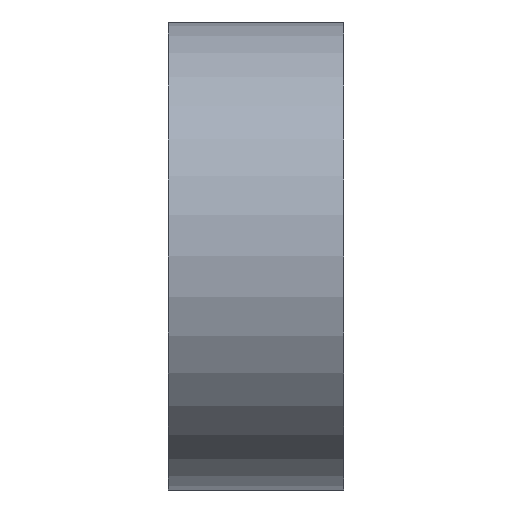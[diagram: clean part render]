
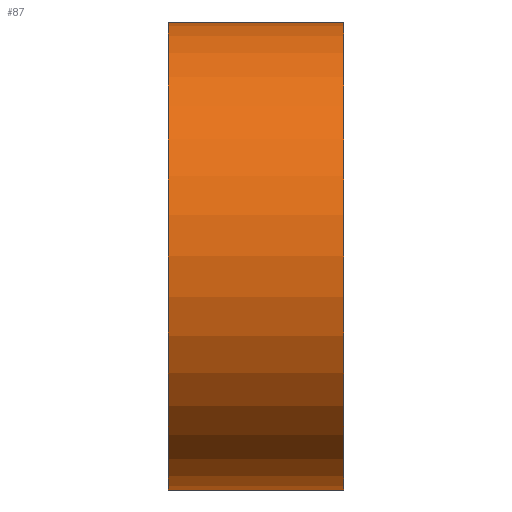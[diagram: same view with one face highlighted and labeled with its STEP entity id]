
A CAD part, left-side view. The second image highlights one B-rep face of the part: STEP entity #87.
In plain terms, the highlighted cylindrical face has radius 40 mm (diameter 80 mm), a full revolution.
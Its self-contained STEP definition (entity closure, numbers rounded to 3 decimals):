
#17=B_SPLINE_CURVE_WITH_KNOTS('',3,(#150,#151,#152,#153,#154,#155,#156,
#157,#158,#159,#160,#161,#162,#163),.UNSPECIFIED.,.F.,.F.,(4,2,2,2,2,2,
4),(6.854,7.139,7.424,7.995,
8.567,8.852,9.138),.UNSPECIFIED.);
#18=B_SPLINE_CURVE_WITH_KNOTS('',3,(#165,#166,#167,#168,#169,#170,#171,
#172,#173,#174,#175,#176,#177,#178,#179,#180,#181,#182,#183,#184,#185,#186,
#187,#188,#189,#190),.UNSPECIFIED.,.F.,.F.,(4,2,2,2,2,2,2,2,2,2,2,2,4),
(2.285,2.57,2.855,3.426,3.998,
4.283,4.569,4.855,5.14,5.712,
6.283,6.568,6.854),.UNSPECIFIED.);
#19=B_SPLINE_CURVE_WITH_KNOTS('',3,(#191,#192,#193,#194,#195,#196,#197,
#198,#199,#200,#201,#202,#203,#204),.UNSPECIFIED.,.F.,.F.,(4,2,2,2,2,2,
4),(9.138,9.424,9.709,10.281,
10.852,11.137,11.423),.UNSPECIFIED.);
#25=CYLINDRICAL_SURFACE('',#108,40.);
#29=FACE_OUTER_BOUND('',#35,.T.);
#35=EDGE_LOOP('',(#69,#70,#71,#72,#73));
#42=CIRCLE('',#109,40.);
#43=CIRCLE('',#110,40.);
#47=VERTEX_POINT('',#147);
#48=VERTEX_POINT('',#149);
#49=VERTEX_POINT('',#164);
#54=EDGE_CURVE('',#48,#47,#17,.T.);
#55=EDGE_CURVE('',#49,#48,#18,.T.);
#56=EDGE_CURVE('',#47,#49,#19,.T.);
#57=EDGE_CURVE('',#49,#49,#42,.T.);
#58=EDGE_CURVE('',#48,#48,#43,.T.);
#69=ORIENTED_EDGE('',*,*,#57,.T.);
#70=ORIENTED_EDGE('',*,*,#55,.T.);
#71=ORIENTED_EDGE('',*,*,#58,.F.);
#72=ORIENTED_EDGE('',*,*,#54,.T.);
#73=ORIENTED_EDGE('',*,*,#56,.T.);
#87=ADVANCED_FACE('',(#29),#25,.T.);
#108=AXIS2_PLACEMENT_3D('',#205,#125,#126);
#109=AXIS2_PLACEMENT_3D('',#206,#127,#128);
#110=AXIS2_PLACEMENT_3D('',#207,#129,#130);
#125=DIRECTION('center_axis',(0.,1.,0.));
#126=DIRECTION('ref_axis',(-1.,0.,0.));
#127=DIRECTION('center_axis',(0.,1.,0.));
#128=DIRECTION('ref_axis',(-1.,0.,0.));
#129=DIRECTION('center_axis',(0.,1.,0.));
#130=DIRECTION('ref_axis',(-1.,0.,0.));
#147=CARTESIAN_POINT('',(-5694.937,6425.167,312.923));
#149=CARTESIAN_POINT('',(-5692.018,6440.167,327.923));
#150=CARTESIAN_POINT('Ctrl Pts',(-5692.018,6440.167,327.923));
#151=CARTESIAN_POINT('Ctrl Pts',(-5692.018,6440.167,326.971));
#152=CARTESIAN_POINT('Ctrl Pts',(-5692.053,6440.075,325.99));
#153=CARTESIAN_POINT('Ctrl Pts',(-5692.194,6439.691,324.044));
#154=CARTESIAN_POINT('Ctrl Pts',(-5692.301,6439.399,323.08));
#155=CARTESIAN_POINT('Ctrl Pts',(-5692.704,6438.246,320.312));
#156=CARTESIAN_POINT('Ctrl Pts',(-5693.086,6437.094,318.637));
#157=CARTESIAN_POINT('Ctrl Pts',(-5693.813,6434.452,315.994));
#158=CARTESIAN_POINT('Ctrl Pts',(-5694.208,6432.777,314.844));
#159=CARTESIAN_POINT('Ctrl Pts',(-5694.633,6430.011,313.691));
#160=CARTESIAN_POINT('Ctrl Pts',(-5694.747,6429.046,313.399));
#161=CARTESIAN_POINT('Ctrl Pts',(-5694.899,6427.1,313.015));
#162=CARTESIAN_POINT('Ctrl Pts',(-5694.937,6426.119,312.923));
#163=CARTESIAN_POINT('Ctrl Pts',(-5694.937,6425.167,312.923));
#164=CARTESIAN_POINT('',(-5692.017,6410.167,327.923));
#165=CARTESIAN_POINT('Ctrl Pts',(-5692.017,6410.167,327.923));
#166=CARTESIAN_POINT('Ctrl Pts',(-5692.017,6410.167,328.874));
#167=CARTESIAN_POINT('Ctrl Pts',(-5692.052,6410.259,329.856));
#168=CARTESIAN_POINT('Ctrl Pts',(-5692.194,6410.643,331.801));
#169=CARTESIAN_POINT('Ctrl Pts',(-5692.301,6410.935,332.766));
#170=CARTESIAN_POINT('Ctrl Pts',(-5692.704,6412.088,335.534));
#171=CARTESIAN_POINT('Ctrl Pts',(-5693.086,6413.239,337.209));
#172=CARTESIAN_POINT('Ctrl Pts',(-5693.813,6415.882,339.851));
#173=CARTESIAN_POINT('Ctrl Pts',(-5694.208,6417.556,341.002));
#174=CARTESIAN_POINT('Ctrl Pts',(-5694.633,6420.323,342.154));
#175=CARTESIAN_POINT('Ctrl Pts',(-5694.747,6421.287,342.446));
#176=CARTESIAN_POINT('Ctrl Pts',(-5694.899,6423.233,342.831));
#177=CARTESIAN_POINT('Ctrl Pts',(-5694.937,6424.215,342.923));
#178=CARTESIAN_POINT('Ctrl Pts',(-5694.937,6426.119,342.923));
#179=CARTESIAN_POINT('Ctrl Pts',(-5694.899,6427.1,342.831));
#180=CARTESIAN_POINT('Ctrl Pts',(-5694.747,6429.046,342.446));
#181=CARTESIAN_POINT('Ctrl Pts',(-5694.633,6430.011,342.154));
#182=CARTESIAN_POINT('Ctrl Pts',(-5694.208,6432.777,341.002));
#183=CARTESIAN_POINT('Ctrl Pts',(-5693.813,6434.452,339.851));
#184=CARTESIAN_POINT('Ctrl Pts',(-5693.086,6437.094,337.209));
#185=CARTESIAN_POINT('Ctrl Pts',(-5692.704,6438.246,335.534));
#186=CARTESIAN_POINT('Ctrl Pts',(-5692.301,6439.399,332.766));
#187=CARTESIAN_POINT('Ctrl Pts',(-5692.194,6439.691,331.801));
#188=CARTESIAN_POINT('Ctrl Pts',(-5692.053,6440.075,329.856));
#189=CARTESIAN_POINT('Ctrl Pts',(-5692.018,6440.167,328.874));
#190=CARTESIAN_POINT('Ctrl Pts',(-5692.018,6440.167,327.923));
#191=CARTESIAN_POINT('Ctrl Pts',(-5694.937,6425.167,312.923));
#192=CARTESIAN_POINT('Ctrl Pts',(-5694.937,6424.215,312.923));
#193=CARTESIAN_POINT('Ctrl Pts',(-5694.899,6423.233,313.015));
#194=CARTESIAN_POINT('Ctrl Pts',(-5694.747,6421.287,313.399));
#195=CARTESIAN_POINT('Ctrl Pts',(-5694.633,6420.323,313.691));
#196=CARTESIAN_POINT('Ctrl Pts',(-5694.208,6417.556,314.844));
#197=CARTESIAN_POINT('Ctrl Pts',(-5693.813,6415.882,315.994));
#198=CARTESIAN_POINT('Ctrl Pts',(-5693.086,6413.239,318.637));
#199=CARTESIAN_POINT('Ctrl Pts',(-5692.704,6412.088,320.312));
#200=CARTESIAN_POINT('Ctrl Pts',(-5692.301,6410.935,323.08));
#201=CARTESIAN_POINT('Ctrl Pts',(-5692.194,6410.643,324.044));
#202=CARTESIAN_POINT('Ctrl Pts',(-5692.052,6410.259,325.99));
#203=CARTESIAN_POINT('Ctrl Pts',(-5692.017,6410.167,326.971));
#204=CARTESIAN_POINT('Ctrl Pts',(-5692.017,6410.167,327.923));
#205=CARTESIAN_POINT('Origin',(-5732.017,6410.166,327.923));
#206=CARTESIAN_POINT('Origin',(-5732.017,6410.166,327.923));
#207=CARTESIAN_POINT('Origin',(-5732.018,6440.166,327.923));
